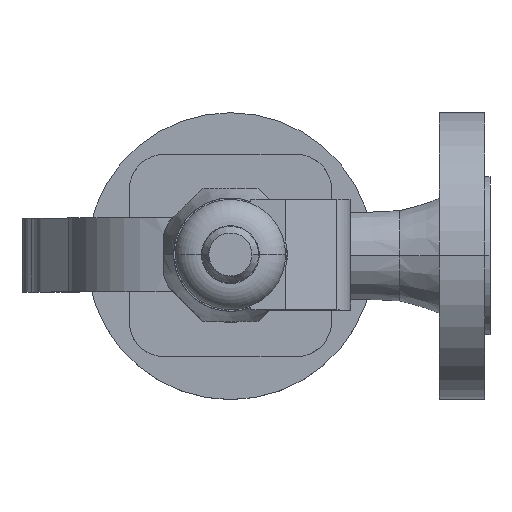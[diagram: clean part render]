
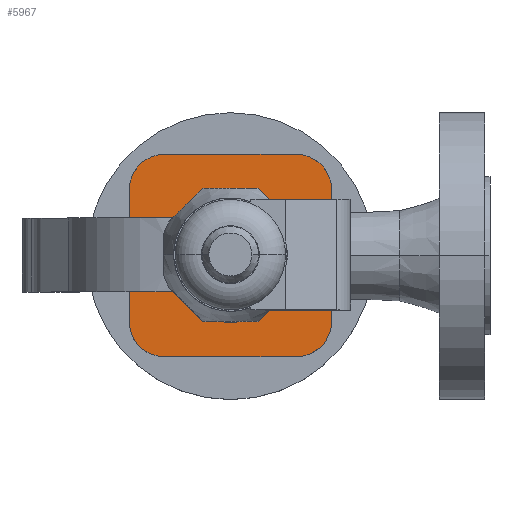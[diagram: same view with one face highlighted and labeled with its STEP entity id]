
A CAD part, top view. The second image highlights one B-rep face of the part: STEP entity #5967.
In plain terms, the highlighted planar face has unit normal (0, 0, 1).
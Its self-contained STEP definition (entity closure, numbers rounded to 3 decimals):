
#5771=CARTESIAN_POINT('',(24.042,37.042,148.246));
#5772=VERTEX_POINT('',#5771);
#5779=CARTESIAN_POINT('',(37.042,24.042,148.246));
#5780=VERTEX_POINT('',#5779);
#5781=CARTESIAN_POINT('',(24.042,24.042,148.246));
#5782=DIRECTION('',(-0.,-0.,1.));
#5783=DIRECTION('',(1.,-0.,-0.));
#5784=AXIS2_PLACEMENT_3D('',#5781,#5782,#5783);
#5785=CIRCLE('',#5784,13.);
#5786=EDGE_CURVE('',#5780,#5772,#5785,.T.);
#5804=CARTESIAN_POINT('',(37.042,-24.042,148.246));
#5805=VERTEX_POINT('',#5804);
#5806=CARTESIAN_POINT('',(37.042,-24.042,148.246));
#5807=DIRECTION('',(-0.,1.,0.));
#5808=VECTOR('',#5807,48.083);
#5809=LINE('',#5806,#5808);
#5810=EDGE_CURVE('',#5805,#5780,#5809,.T.);
#5828=CARTESIAN_POINT('',(24.042,-37.042,148.246));
#5829=VERTEX_POINT('',#5828);
#5830=CARTESIAN_POINT('',(24.042,-24.042,148.246));
#5831=DIRECTION('',(-0.,-0.,1.));
#5832=DIRECTION('',(-0.,-1.,-0.));
#5833=AXIS2_PLACEMENT_3D('',#5830,#5831,#5832);
#5834=CIRCLE('',#5833,13.);
#5835=EDGE_CURVE('',#5829,#5805,#5834,.T.);
#5853=CARTESIAN_POINT('',(-24.042,-37.042,148.246));
#5854=VERTEX_POINT('',#5853);
#5855=CARTESIAN_POINT('',(-24.042,-37.042,148.246));
#5856=DIRECTION('',(1.,-0.,-0.));
#5857=VECTOR('',#5856,48.083);
#5858=LINE('',#5855,#5857);
#5859=EDGE_CURVE('',#5854,#5829,#5858,.T.);
#5877=CARTESIAN_POINT('',(-37.042,-24.042,148.246));
#5878=VERTEX_POINT('',#5877);
#5879=CARTESIAN_POINT('',(-24.042,-24.042,148.246));
#5880=DIRECTION('',(-0.,-0.,1.));
#5881=DIRECTION('',(-1.,0.,0.));
#5882=AXIS2_PLACEMENT_3D('',#5879,#5880,#5881);
#5883=CIRCLE('',#5882,13.);
#5884=EDGE_CURVE('',#5878,#5854,#5883,.T.);
#5901=CARTESIAN_POINT('',(-24.042,37.042,148.246));
#5902=VERTEX_POINT('',#5901);
#5909=CARTESIAN_POINT('',(24.042,37.042,148.246));
#5910=DIRECTION('',(-1.,-0.,-0.));
#5911=VECTOR('',#5910,48.083);
#5912=LINE('',#5909,#5911);
#5913=EDGE_CURVE('',#5772,#5902,#5912,.T.);
#5919=CARTESIAN_POINT('',(36.25,-0.,148.246));
#5920=DIRECTION('',(-0.,-0.,1.));
#5921=DIRECTION('',(1.,0.,0.));
#5922=AXIS2_PLACEMENT_3D('',#5919,#5920,#5921);
#5923=PLANE('',#5922);
#5924=ORIENTED_EDGE('',*,*,#5884,.T.);
#5925=ORIENTED_EDGE('',*,*,#5859,.T.);
#5926=ORIENTED_EDGE('',*,*,#5835,.T.);
#5927=ORIENTED_EDGE('',*,*,#5810,.T.);
#5928=ORIENTED_EDGE('',*,*,#5786,.T.);
#5929=ORIENTED_EDGE('',*,*,#5913,.T.);
#5930=CARTESIAN_POINT('',(-37.042,24.042,148.246));
#5931=VERTEX_POINT('',#5930);
#5932=CARTESIAN_POINT('',(-24.042,24.042,148.246));
#5933=DIRECTION('',(-0.,-0.,1.));
#5934=DIRECTION('',(0.,1.,0.));
#5935=AXIS2_PLACEMENT_3D('',#5932,#5933,#5934);
#5936=CIRCLE('',#5935,13.);
#5937=EDGE_CURVE('',#5902,#5931,#5936,.T.);
#5938=ORIENTED_EDGE('',*,*,#5937,.T.);
#5939=CARTESIAN_POINT('',(-37.042,24.042,148.246));
#5940=DIRECTION('',(0.,-1.,-0.));
#5941=VECTOR('',#5940,48.083);
#5942=LINE('',#5939,#5941);
#5943=EDGE_CURVE('',#5931,#5878,#5942,.T.);
#5944=ORIENTED_EDGE('',*,*,#5943,.T.);
#5945=EDGE_LOOP('',(#5924,#5925,#5926,#5927,#5928,#5929,#5938,#5944));
#5946=FACE_BOUND('',#5945,.T.);
#5947=CARTESIAN_POINT('',(24.5,-0.,148.246));
#5948=VERTEX_POINT('',#5947);
#5949=CARTESIAN_POINT('',(-24.5,-0.,148.246));
#5950=VERTEX_POINT('',#5949);
#5951=CARTESIAN_POINT('',(0.,-0.,148.246));
#5952=DIRECTION('',(-0.,-0.,1.));
#5953=DIRECTION('',(1.,0.,0.));
#5954=AXIS2_PLACEMENT_3D('',#5951,#5952,#5953);
#5955=CIRCLE('',#5954,24.5);
#5956=EDGE_CURVE('',#5948,#5950,#5955,.T.);
#5957=ORIENTED_EDGE('',*,*,#5956,.F.);
#5958=CARTESIAN_POINT('',(0.,-0.,148.246));
#5959=DIRECTION('',(-0.,-0.,1.));
#5960=DIRECTION('',(1.,0.,0.));
#5961=AXIS2_PLACEMENT_3D('',#5958,#5959,#5960);
#5962=CIRCLE('',#5961,24.5);
#5963=EDGE_CURVE('',#5950,#5948,#5962,.T.);
#5964=ORIENTED_EDGE('',*,*,#5963,.F.);
#5965=EDGE_LOOP('',(#5957,#5964));
#5966=FACE_BOUND('',#5965,.T.);
#5967=ADVANCED_FACE('',(#5946,#5966),#5923,.T.);
